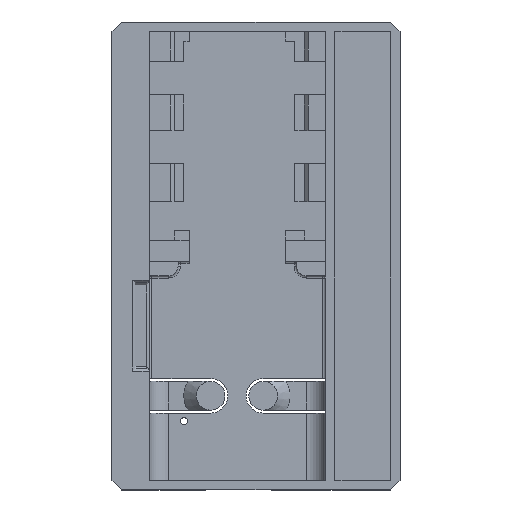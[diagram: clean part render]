
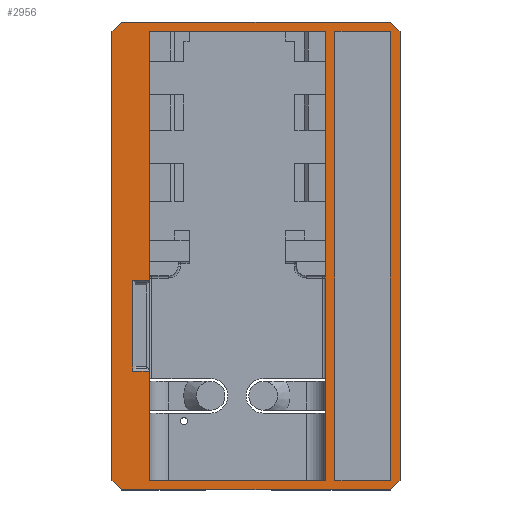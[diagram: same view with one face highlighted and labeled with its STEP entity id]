
A CAD part, top view. The second image highlights one B-rep face of the part: STEP entity #2956.
In plain terms, the highlighted planar face has unit normal (0, 0, 1).
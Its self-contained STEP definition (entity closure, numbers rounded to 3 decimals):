
#62=FACE_BOUND('',#314,.T.);
#63=FACE_BOUND('',#315,.T.);
#149=FACE_OUTER_BOUND('',#313,.T.);
#313=EDGE_LOOP('',(#2000,#2001,#2002,#2003,#2004,#2005,#2006,#2007));
#314=EDGE_LOOP('',(#2008,#2009,#2010,#2011,#2012,#2013,#2014,#2015));
#315=EDGE_LOOP('',(#2016,#2017,#2018,#2019));
#474=LINE('',#4202,#846);
#487=LINE('',#4228,#859);
#494=LINE('',#4249,#866);
#499=LINE('',#4258,#871);
#502=LINE('',#4262,#874);
#503=LINE('',#4264,#875);
#507=LINE('',#4279,#879);
#508=LINE('',#4281,#880);
#509=LINE('',#4284,#881);
#510=LINE('',#4286,#882);
#511=LINE('',#4288,#883);
#512=LINE('',#4290,#884);
#513=LINE('',#4292,#885);
#514=LINE('',#4294,#886);
#515=LINE('',#4296,#887);
#516=LINE('',#4297,#888);
#517=LINE('',#4300,#889);
#518=LINE('',#4302,#890);
#519=LINE('',#4304,#891);
#520=LINE('',#4305,#892);
#846=VECTOR('',#3365,10.);
#859=VECTOR('',#3388,10.);
#866=VECTOR('',#3399,10.);
#871=VECTOR('',#3408,10.);
#874=VECTOR('',#3413,10.);
#875=VECTOR('',#3416,10.);
#879=VECTOR('',#3430,10.);
#880=VECTOR('',#3433,10.);
#881=VECTOR('',#3434,10.);
#882=VECTOR('',#3435,10.);
#883=VECTOR('',#3436,10.);
#884=VECTOR('',#3437,10.);
#885=VECTOR('',#3438,10.);
#886=VECTOR('',#3439,10.);
#887=VECTOR('',#3440,10.);
#888=VECTOR('',#3441,10.);
#889=VECTOR('',#3442,10.);
#890=VECTOR('',#3443,10.);
#891=VECTOR('',#3444,10.);
#892=VECTOR('',#3445,10.);
#1218=VERTEX_POINT('',#4200);
#1219=VERTEX_POINT('',#4201);
#1226=VERTEX_POINT('',#4226);
#1227=VERTEX_POINT('',#4227);
#1232=VERTEX_POINT('',#4247);
#1233=VERTEX_POINT('',#4248);
#1234=VERTEX_POINT('',#4256);
#1235=VERTEX_POINT('',#4257);
#1242=VERTEX_POINT('',#4282);
#1243=VERTEX_POINT('',#4283);
#1244=VERTEX_POINT('',#4285);
#1245=VERTEX_POINT('',#4287);
#1246=VERTEX_POINT('',#4289);
#1247=VERTEX_POINT('',#4291);
#1248=VERTEX_POINT('',#4293);
#1249=VERTEX_POINT('',#4295);
#1250=VERTEX_POINT('',#4298);
#1251=VERTEX_POINT('',#4299);
#1252=VERTEX_POINT('',#4301);
#1253=VERTEX_POINT('',#4303);
#1496=EDGE_CURVE('',#1218,#1219,#474,.T.);
#1509=EDGE_CURVE('',#1226,#1227,#487,.T.);
#1518=EDGE_CURVE('',#1232,#1233,#494,.T.);
#1523=EDGE_CURVE('',#1234,#1235,#499,.T.);
#1526=EDGE_CURVE('',#1226,#1219,#502,.T.);
#1527=EDGE_CURVE('',#1232,#1227,#503,.T.);
#1535=EDGE_CURVE('',#1218,#1235,#507,.T.);
#1536=EDGE_CURVE('',#1234,#1233,#508,.T.);
#1537=EDGE_CURVE('',#1242,#1243,#509,.T.);
#1538=EDGE_CURVE('',#1244,#1242,#510,.T.);
#1539=EDGE_CURVE('',#1245,#1244,#511,.T.);
#1540=EDGE_CURVE('',#1245,#1246,#512,.T.);
#1541=EDGE_CURVE('',#1247,#1246,#513,.T.);
#1542=EDGE_CURVE('',#1248,#1247,#514,.T.);
#1543=EDGE_CURVE('',#1248,#1249,#515,.T.);
#1544=EDGE_CURVE('',#1249,#1243,#516,.T.);
#1545=EDGE_CURVE('',#1250,#1251,#517,.T.);
#1546=EDGE_CURVE('',#1251,#1252,#518,.T.);
#1547=EDGE_CURVE('',#1252,#1253,#519,.T.);
#1548=EDGE_CURVE('',#1253,#1250,#520,.T.);
#2000=ORIENTED_EDGE('',*,*,#1509,.F.);
#2001=ORIENTED_EDGE('',*,*,#1526,.T.);
#2002=ORIENTED_EDGE('',*,*,#1496,.F.);
#2003=ORIENTED_EDGE('',*,*,#1535,.T.);
#2004=ORIENTED_EDGE('',*,*,#1523,.F.);
#2005=ORIENTED_EDGE('',*,*,#1536,.T.);
#2006=ORIENTED_EDGE('',*,*,#1518,.F.);
#2007=ORIENTED_EDGE('',*,*,#1527,.T.);
#2008=ORIENTED_EDGE('',*,*,#1537,.F.);
#2009=ORIENTED_EDGE('',*,*,#1538,.F.);
#2010=ORIENTED_EDGE('',*,*,#1539,.F.);
#2011=ORIENTED_EDGE('',*,*,#1540,.T.);
#2012=ORIENTED_EDGE('',*,*,#1541,.F.);
#2013=ORIENTED_EDGE('',*,*,#1542,.F.);
#2014=ORIENTED_EDGE('',*,*,#1543,.T.);
#2015=ORIENTED_EDGE('',*,*,#1544,.T.);
#2016=ORIENTED_EDGE('',*,*,#1545,.T.);
#2017=ORIENTED_EDGE('',*,*,#1546,.T.);
#2018=ORIENTED_EDGE('',*,*,#1547,.T.);
#2019=ORIENTED_EDGE('',*,*,#1548,.T.);
#2831=PLANE('',#3139);
#2956=ADVANCED_FACE('',(#149,#62,#63),#2831,.T.);
#3139=AXIS2_PLACEMENT_3D('',#4280,#3431,#3432);
#3365=DIRECTION('',(0.707,-0.707,0.));
#3388=DIRECTION('',(-0.707,-0.707,0.));
#3399=DIRECTION('',(-0.707,0.707,0.));
#3408=DIRECTION('',(0.707,0.707,0.));
#3413=DIRECTION('',(0.,1.,0.));
#3416=DIRECTION('',(1.,0.,0.));
#3430=DIRECTION('',(-1.,0.,0.));
#3431=DIRECTION('center_axis',(0.,0.,1.));
#3432=DIRECTION('ref_axis',(1.,0.,0.));
#3433=DIRECTION('',(0.,-1.,0.));
#3434=DIRECTION('',(1.,0.,0.));
#3435=DIRECTION('',(0.,-1.,0.));
#3436=DIRECTION('',(-1.,0.,0.));
#3437=DIRECTION('',(0.,1.,0.));
#3438=DIRECTION('',(-1.,0.,0.));
#3439=DIRECTION('',(0.,1.,0.));
#3440=DIRECTION('',(-1.,0.,0.));
#3441=DIRECTION('',(0.,1.,0.));
#3442=DIRECTION('',(0.,-1.,0.));
#3443=DIRECTION('',(-1.,0.,0.));
#3444=DIRECTION('',(0.,1.,0.));
#3445=DIRECTION('',(1.,0.,0.));
#4200=CARTESIAN_POINT('',(16.,36.1,0.));
#4201=CARTESIAN_POINT('',(17.,35.1,0.));
#4202=CARTESIAN_POINT('',(21.362,30.738,0.));
#4226=CARTESIAN_POINT('',(17.,-11.8,0.));
#4227=CARTESIAN_POINT('',(16.,-12.8,0.));
#4228=CARTESIAN_POINT('',(15.362,-13.437,0.));
#4247=CARTESIAN_POINT('',(-12.1,-12.8,0.));
#4248=CARTESIAN_POINT('',(-13.1,-11.8,0.));
#4249=CARTESIAN_POINT('',(-12.438,-12.462,0.));
#4256=CARTESIAN_POINT('',(-13.1,35.1,0.));
#4257=CARTESIAN_POINT('',(-12.1,36.1,0.));
#4258=CARTESIAN_POINT('',(-18.438,29.763,0.));
#4262=CARTESIAN_POINT('',(17.,23.875,0.));
#4264=CARTESIAN_POINT('',(10.2,-12.8,0.));
#4279=CARTESIAN_POINT('',(10.2,36.1,0.));
#4280=CARTESIAN_POINT('Origin',(0.,-0.35,
0.));
#4281=CARTESIAN_POINT('',(-13.1,-0.575,0.));
#4282=CARTESIAN_POINT('',(-10.95,-0.376,0.));
#4283=CARTESIAN_POINT('',(-9.2,-0.376,0.));
#4284=CARTESIAN_POINT('',(-4.6,-0.376,0.));
#4285=CARTESIAN_POINT('',(-10.95,9.124,0.));
#4286=CARTESIAN_POINT('',(-10.95,-0.238,0.));
#4287=CARTESIAN_POINT('',(-9.2,9.124,0.));
#4288=CARTESIAN_POINT('',(-5.35,9.124,0.));
#4289=CARTESIAN_POINT('',(-9.2,35.1,0.));
#4290=CARTESIAN_POINT('',(-9.2,-11.8,0.));
#4291=CARTESIAN_POINT('',(9.2,35.1,0.));
#4292=CARTESIAN_POINT('',(9.2,35.1,0.));
#4293=CARTESIAN_POINT('',(9.2,-11.8,0.));
#4294=CARTESIAN_POINT('',(9.2,13.1,0.));
#4295=CARTESIAN_POINT('',(-9.2,-11.8,0.));
#4296=CARTESIAN_POINT('',(9.2,-11.8,0.));
#4297=CARTESIAN_POINT('',(-9.2,-11.8,0.));
#4298=CARTESIAN_POINT('',(16.,35.1,0.));
#4299=CARTESIAN_POINT('',(16.,-11.8,0.));
#4300=CARTESIAN_POINT('',(16.,-6.075,0.));
#4301=CARTESIAN_POINT('',(10.2,-11.8,0.));
#4302=CARTESIAN_POINT('',(5.1,-11.8,0.));
#4303=CARTESIAN_POINT('',(10.2,35.1,0.));
#4304=CARTESIAN_POINT('',(10.2,17.375,0.));
#4305=CARTESIAN_POINT('',(8.,35.1,0.));
